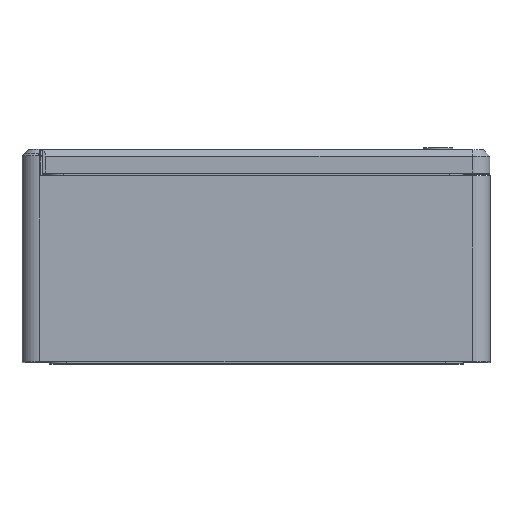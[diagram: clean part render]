
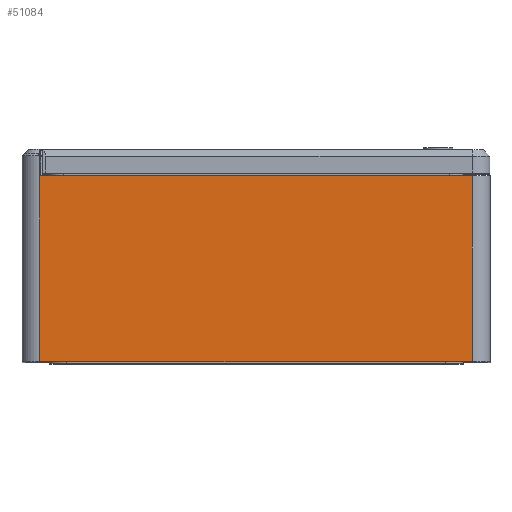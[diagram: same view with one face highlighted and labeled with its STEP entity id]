
A CAD part, top view. The second image highlights one B-rep face of the part: STEP entity #51084.
In plain terms, the highlighted planar face has unit normal (0, 0, 1).
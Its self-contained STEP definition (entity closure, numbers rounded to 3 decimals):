
#25 = DIRECTION ( 'NONE',  ( 0., -1., 0. ) ) ;
#79 = LINE ( 'NONE', #13683, #8013 ) ;
#1251 = DIRECTION ( 'NONE',  ( -1., 0., 0. ) ) ;
#1551 = VERTEX_POINT ( 'NONE', #26711 ) ;
#2135 = VERTEX_POINT ( 'NONE', #26829 ) ;
#5216 = CARTESIAN_POINT ( 'NONE',  ( -185., 159., 250. ) ) ;
#6992 = LINE ( 'NONE', #55322, #37713 ) ;
#8013 = VECTOR ( 'NONE', #39706, 1000. ) ;
#9445 = CARTESIAN_POINT ( 'NONE',  ( 185., 0., 250. ) ) ;
#12134 = CARTESIAN_POINT ( 'NONE',  ( 185., 159., 250. ) ) ;
#12535 = EDGE_CURVE ( 'NONE', #54014, #34914, #20048, .T. ) ;
#13683 = CARTESIAN_POINT ( 'NONE',  ( 185., 159., 250. ) ) ;
#14284 = DIRECTION ( 'NONE',  ( 0., 0., -1. ) ) ;
#14565 = DIRECTION ( 'NONE',  ( -1., 0., 0. ) ) ;
#15611 = LINE ( 'NONE', #12134, #40263 ) ;
#16271 = VECTOR ( 'NONE', #22275, 1000. ) ;
#16535 = CARTESIAN_POINT ( 'NONE',  ( -185., 176., 250. ) ) ;
#17929 = CARTESIAN_POINT ( 'NONE',  ( 185., 0., 250. ) ) ;
#18621 = FACE_OUTER_BOUND ( 'NONE', #47172, .T. ) ;
#18776 = ORIENTED_EDGE ( 'NONE', *, *, #12535, .T. ) ;
#20048 = LINE ( 'NONE', #33344, #22329 ) ;
#20467 = CARTESIAN_POINT ( 'NONE',  ( -184., 176., 250. ) ) ;
#21177 = DIRECTION ( 'NONE',  ( 0., 1., 0. ) ) ;
#22275 = DIRECTION ( 'NONE',  ( 1., 0., 0. ) ) ;
#22288 = ORIENTED_EDGE ( 'NONE', *, *, #49177, .T. ) ;
#22329 = VECTOR ( 'NONE', #1251, 1000. ) ;
#22884 = EDGE_CURVE ( 'NONE', #44978, #47962, #15611, .T. ) ;
#26078 = LINE ( 'NONE', #5216, #49872 ) ;
#26711 = CARTESIAN_POINT ( 'NONE',  ( -185., 0., 250. ) ) ;
#26829 = CARTESIAN_POINT ( 'NONE',  ( -184., 159., 250. ) ) ;
#27375 = EDGE_CURVE ( 'NONE', #34914, #1551, #26078, .T. ) ;
#28494 = CARTESIAN_POINT ( 'NONE',  ( 185., 159., 250. ) ) ;
#28545 = ORIENTED_EDGE ( 'NONE', *, *, #27375, .T. ) ;
#30747 = ORIENTED_EDGE ( 'NONE', *, *, #49831, .F. ) ;
#30776 = ORIENTED_EDGE ( 'NONE', *, *, #22884, .F. ) ;
#32505 = CARTESIAN_POINT ( 'NONE',  ( 185., 159., 250. ) ) ;
#33344 = CARTESIAN_POINT ( 'NONE',  ( 185., 176., 250. ) ) ;
#34914 = VERTEX_POINT ( 'NONE', #16535 ) ;
#37713 = VECTOR ( 'NONE', #21177, 1000. ) ;
#37860 = DIRECTION ( 'NONE',  ( 0., -1., 0. ) ) ;
#38410 = EDGE_CURVE ( 'NONE', #2135, #54014, #6992, .T. ) ;
#39453 = AXIS2_PLACEMENT_3D ( 'NONE', #32505, #14284, #14565 ) ;
#39706 = DIRECTION ( 'NONE',  ( 1., 0., 0. ) ) ;
#40263 = VECTOR ( 'NONE', #37860, 1000. ) ;
#44660 = PLANE ( 'NONE',  #39453 ) ;
#44978 = VERTEX_POINT ( 'NONE', #28494 ) ;
#47172 = EDGE_LOOP ( 'NONE', ( #30747, #48514, #18776, #28545, #22288, #30776 ) ) ;
#47962 = VERTEX_POINT ( 'NONE', #9445 ) ;
#48514 = ORIENTED_EDGE ( 'NONE', *, *, #38410, .T. ) ;
#49177 = EDGE_CURVE ( 'NONE', #1551, #47962, #49179, .T. ) ;
#49179 = LINE ( 'NONE', #17929, #16271 ) ;
#49831 = EDGE_CURVE ( 'NONE', #2135, #44978, #79, .T. ) ;
#49872 = VECTOR ( 'NONE', #25, 1000. ) ;
#51084 = ADVANCED_FACE ( 'NONE', ( #18621 ), #44660, .F. ) ;
#54014 = VERTEX_POINT ( 'NONE', #20467 ) ;
#55322 = CARTESIAN_POINT ( 'NONE',  ( -184., 159., 250. ) ) ;
